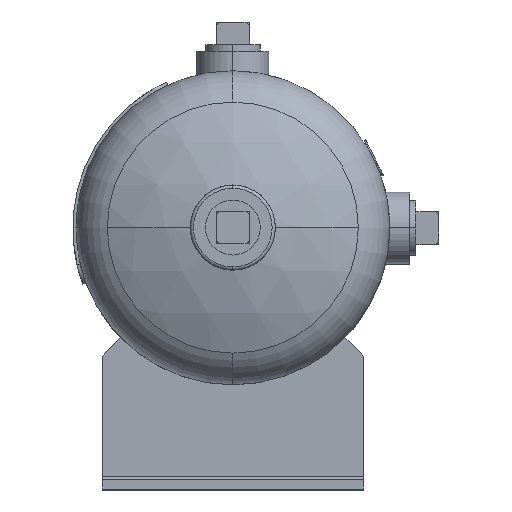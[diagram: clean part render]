
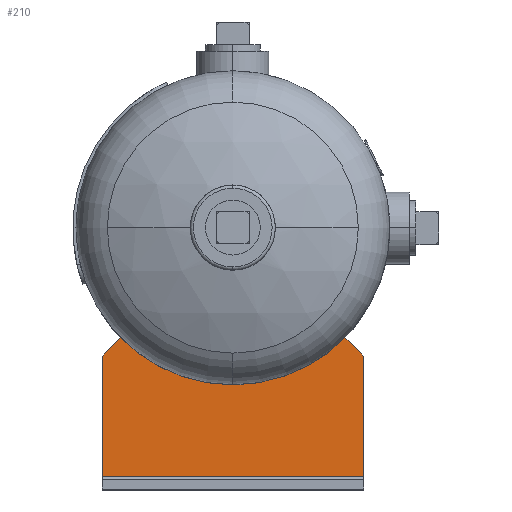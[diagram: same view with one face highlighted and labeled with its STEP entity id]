
A CAD part, top view. The second image highlights one B-rep face of the part: STEP entity #210.
In plain terms, the highlighted planar face has unit normal (0, 0, 1).
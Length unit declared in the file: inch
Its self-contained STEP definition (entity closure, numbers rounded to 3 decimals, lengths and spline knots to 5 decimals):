
#210 = ADVANCED_FACE ( 'NONE', ( #7548 ), #7947, .T. ) ;
#541 = EDGE_CURVE ( 'NONE', #9401, #1516, #11866, .T. ) ;
#556 = EDGE_CURVE ( 'NONE', #6118, #9401, #11915, .T. ) ;
#559 = EDGE_CURVE ( 'NONE', #1464, #6118, #11924, .T. ) ;
#560 = EDGE_CURVE ( 'NONE', #9421, #6098, #11927, .T. ) ;
#561 = EDGE_CURVE ( 'NONE', #6098, #1464, #1439, .T. ) ;
#562 = EDGE_CURVE ( 'NONE', #9421, #1516, #11919, .T. ) ;
#994 = AXIS2_PLACEMENT_3D ( 'NONE', #7543, #7950, #7951 ) ;
#1437 = AXIS2_PLACEMENT_3D ( 'NONE', #11931, #11932, #11933 ) ;
#1438 = VECTOR ( 'NONE', #11934, 39.37008 ) ;
#1439 = CIRCLE ( 'NONE', #1437, 3. ) ;
#1440 = VECTOR ( 'NONE', #11929, 39.37008 ) ;
#1442 = VECTOR ( 'NONE', #11926, 39.37008 ) ;
#1464 = VERTEX_POINT ( 'NONE', #10570 ) ;
#1516 = VERTEX_POINT ( 'NONE', #2276 ) ;
#2276 = CARTESIAN_POINT ( 'NONE',  ( 2.5, -4.75, 1.688 ) ) ;
#2390 = CARTESIAN_POINT ( 'NONE',  ( 2.14306, -2.09936, 1.688 ) ) ;
#2410 = CARTESIAN_POINT ( 'NONE',  ( -2.5, -2.44902, 1.688 ) ) ;
#2557 = CARTESIAN_POINT ( 'NONE',  ( -2.5, -4.75, 1.688 ) ) ;
#2577 = CARTESIAN_POINT ( 'NONE',  ( 2.5, -2.44902, 1.688 ) ) ;
#4114 = ORIENTED_EDGE ( 'NONE', *, *, #560, .T. ) ;
#4116 = ORIENTED_EDGE ( 'NONE', *, *, #561, .T. ) ;
#4175 = ORIENTED_EDGE ( 'NONE', *, *, #562, .F. ) ;
#4179 = ORIENTED_EDGE ( 'NONE', *, *, #559, .T. ) ;
#4185 = ORIENTED_EDGE ( 'NONE', *, *, #556, .T. ) ;
#4189 = ORIENTED_EDGE ( 'NONE', *, *, #541, .T. ) ;
#5829 = VECTOR ( 'NONE', #11917, 39.37008 ) ;
#5849 = VECTOR ( 'NONE', #11871, 39.37008 ) ;
#6098 = VERTEX_POINT ( 'NONE', #2390 ) ;
#6118 = VERTEX_POINT ( 'NONE', #2410 ) ;
#6929 = EDGE_LOOP ( 'NONE', ( #4114, #4116, #4179, #4185, #4189, #4175 ) ) ;
#7543 = CARTESIAN_POINT ( 'NONE',  ( -2.5, -1.688, 1.688 ) ) ;
#7548 = FACE_OUTER_BOUND ( 'NONE', #6929, .T. ) ;
#7947 = PLANE ( 'NONE',  #994 ) ;
#7950 = DIRECTION ( 'NONE',  ( 0., 0., 1. ) ) ;
#7951 = DIRECTION ( 'NONE',  ( 0., 1., 0. ) ) ;
#9401 = VERTEX_POINT ( 'NONE', #2557 ) ;
#9421 = VERTEX_POINT ( 'NONE', #2577 ) ;
#10570 = CARTESIAN_POINT ( 'NONE',  ( -2.14306, -2.09936, 1.688 ) ) ;
#11864 = CARTESIAN_POINT ( 'NONE',  ( -2.5, -4.75, 1.688 ) ) ;
#11866 = LINE ( 'NONE', #11864, #5849 ) ;
#11871 = DIRECTION ( 'NONE',  ( 1., 0., 0. ) ) ;
#11896 = CARTESIAN_POINT ( 'NONE',  ( 2.5, -1.688, 1.688 ) ) ;
#11915 = LINE ( 'NONE', #11916, #5829 ) ;
#11916 = CARTESIAN_POINT ( 'NONE',  ( -2.5, -1.688, 1.688 ) ) ;
#11917 = DIRECTION ( 'NONE',  ( 0., -1., 0. ) ) ;
#11919 = LINE ( 'NONE', #11896, #1438 ) ;
#11924 = LINE ( 'NONE', #11925, #1442 ) ;
#11925 = CARTESIAN_POINT ( 'NONE',  ( -2.14306, -2.09936, 1.688 ) ) ;
#11926 = DIRECTION ( 'NONE',  ( -0.714, -0.7, 0. ) ) ;
#11927 = LINE ( 'NONE', #11928, #1440 ) ;
#11928 = CARTESIAN_POINT ( 'NONE',  ( 2.14306, -2.09936, 1.688 ) ) ;
#11929 = DIRECTION ( 'NONE',  ( -0.714, 0.7, 0. ) ) ;
#11931 = CARTESIAN_POINT ( 'NONE',  ( 0., 0., 1.688 ) ) ;
#11932 = DIRECTION ( 'NONE',  ( 0., 0., -1. ) ) ;
#11933 = DIRECTION ( 'NONE',  ( 0., 1., 0. ) ) ;
#11934 = DIRECTION ( 'NONE',  ( 0., -1., 0. ) ) ;
